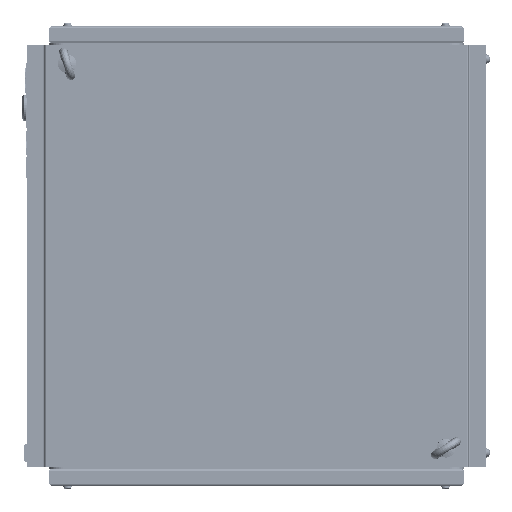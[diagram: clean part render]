
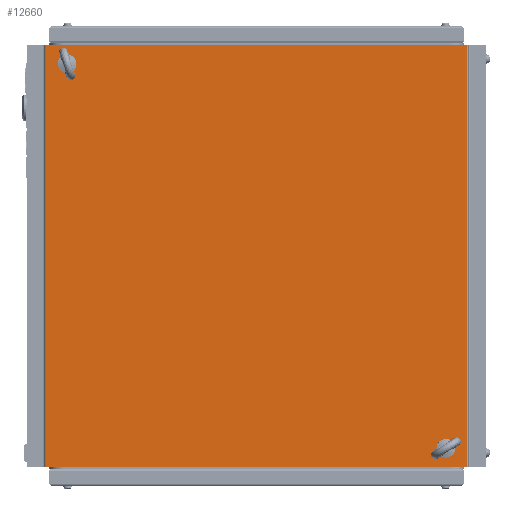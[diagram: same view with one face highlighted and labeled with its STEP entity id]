
A CAD part, front view. The second image highlights one B-rep face of the part: STEP entity #12660.
In plain terms, the highlighted planar face has unit normal (0, -1, 0).
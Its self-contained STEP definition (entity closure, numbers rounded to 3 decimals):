
#1600 = FACE_BOUND ( 'NONE', #67859, .T. ) ;
#1699 = CARTESIAN_POINT ( 'NONE',  ( 447., -20., 19.5 ) ) ;
#2387 = VERTEX_POINT ( 'NONE', #51506 ) ;
#2446 = ORIENTED_EDGE ( 'NONE', *, *, #51566, .T. ) ;
#3971 = EDGE_CURVE ( 'NONE', #15281, #36399, #56294, .T. ) ;
#4695 = CARTESIAN_POINT ( 'NONE',  ( 469.2, -20., 449. ) ) ;
#5536 = ORIENTED_EDGE ( 'NONE', *, *, #32671, .F. ) ;
#5954 = CARTESIAN_POINT ( 'NONE',  ( 43., -20., 429.5 ) ) ;
#6423 = EDGE_LOOP ( 'NONE', ( #28359, #66722, #5536, #2446 ) ) ;
#7026 = DIRECTION ( 'NONE',  ( 1., 0., 0. ) ) ;
#7092 = VERTEX_POINT ( 'NONE', #46103 ) ;
#7471 = CIRCLE ( 'NONE', #53996, 4.5 ) ;
#8258 = DIRECTION ( 'NONE',  ( 1., 0., 0. ) ) ;
#9534 = EDGE_CURVE ( 'NONE', #63618, #36399, #59954, .T. ) ;
#9613 = AXIS2_PLACEMENT_3D ( 'NONE', #58241, #30186, #7026 ) ;
#10497 = EDGE_CURVE ( 'NONE', #70321, #54601, #7471, .T. ) ;
#11829 = ORIENTED_EDGE ( 'NONE', *, *, #21700, .F. ) ;
#12660 = ADVANCED_FACE ( 'NONE', ( #1600, #47201, #69995 ), #66990, .F. ) ;
#13545 = CARTESIAN_POINT ( 'NONE',  ( 447., -20., 19.5 ) ) ;
#13607 = CARTESIAN_POINT ( 'NONE',  ( 19.8, -20., 0. ) ) ;
#14611 = VERTEX_POINT ( 'NONE', #40039 ) ;
#15281 = VERTEX_POINT ( 'NONE', #73576 ) ;
#15736 = DIRECTION ( 'NONE',  ( 0., 1., 0. ) ) ;
#17165 = DIRECTION ( 'NONE',  ( 0., -1., 0. ) ) ;
#21238 = CIRCLE ( 'NONE', #25983, 4.5 ) ;
#21700 = EDGE_CURVE ( 'NONE', #54601, #70321, #21238, .T. ) ;
#24528 = VECTOR ( 'NONE', #53366, 1000. ) ;
#25983 = AXIS2_PLACEMENT_3D ( 'NONE', #13545, #36345, #30723 ) ;
#26410 = ORIENTED_EDGE ( 'NONE', *, *, #38383, .F. ) ;
#28359 = ORIENTED_EDGE ( 'NONE', *, *, #9534, .T. ) ;
#29020 = VECTOR ( 'NONE', #50596, 1000. ) ;
#29374 = CARTESIAN_POINT ( 'NONE',  ( 442.5, -20., 19.5 ) ) ;
#30186 = DIRECTION ( 'NONE',  ( 0., -1., 0. ) ) ;
#30438 = DIRECTION ( 'NONE',  ( 0., -1., 0. ) ) ;
#30723 = DIRECTION ( 'NONE',  ( 1., 0., 0. ) ) ;
#32671 = EDGE_CURVE ( 'NONE', #2387, #15281, #53152, .T. ) ;
#33282 = AXIS2_PLACEMENT_3D ( 'NONE', #61374, #15736, #38537 ) ;
#34289 = VECTOR ( 'NONE', #73119, 1000. ) ;
#34357 = DIRECTION ( 'NONE',  ( 1., 0., 0. ) ) ;
#36345 = DIRECTION ( 'NONE',  ( 0., -1., 0. ) ) ;
#36399 = VERTEX_POINT ( 'NONE', #66369 ) ;
#38383 = EDGE_CURVE ( 'NONE', #14611, #7092, #56168, .T. ) ;
#38537 = DIRECTION ( 'NONE',  ( -1., 0., 0. ) ) ;
#40039 = CARTESIAN_POINT ( 'NONE',  ( 47.5, -20., 429.5 ) ) ;
#40581 = DIRECTION ( 'NONE',  ( 1., 0., 0. ) ) ;
#40824 = CARTESIAN_POINT ( 'NONE',  ( 20.8, -20., 0. ) ) ;
#44983 = EDGE_LOOP ( 'NONE', ( #56008, #11829 ) ) ;
#46103 = CARTESIAN_POINT ( 'NONE',  ( 38.5, -20., 429.5 ) ) ;
#47201 = FACE_BOUND ( 'NONE', #44983, .T. ) ;
#47384 = AXIS2_PLACEMENT_3D ( 'NONE', #5954, #17165, #34357 ) ;
#47537 = CARTESIAN_POINT ( 'NONE',  ( 19.8, -20., 449. ) ) ;
#50596 = DIRECTION ( 'NONE',  ( 1., 0., 0. ) ) ;
#51506 = CARTESIAN_POINT ( 'NONE',  ( 20.8, -20., 449. ) ) ;
#51566 = EDGE_CURVE ( 'NONE', #2387, #63618, #71288, .T. ) ;
#53152 = LINE ( 'NONE', #47537, #69774 ) ;
#53366 = DIRECTION ( 'NONE',  ( 0., 0., -1. ) ) ;
#53996 = AXIS2_PLACEMENT_3D ( 'NONE', #1699, #30438, #40581 ) ;
#54234 = ORIENTED_EDGE ( 'NONE', *, *, #54256, .F. ) ;
#54256 = EDGE_CURVE ( 'NONE', #7092, #14611, #68886, .T. ) ;
#54601 = VERTEX_POINT ( 'NONE', #29374 ) ;
#56008 = ORIENTED_EDGE ( 'NONE', *, *, #10497, .F. ) ;
#56168 = CIRCLE ( 'NONE', #9613, 4.5 ) ;
#56294 = LINE ( 'NONE', #4695, #34289 ) ;
#58241 = CARTESIAN_POINT ( 'NONE',  ( 43., -20., 429.5 ) ) ;
#58955 = CARTESIAN_POINT ( 'NONE',  ( 451.5, -20., 19.5 ) ) ;
#59954 = LINE ( 'NONE', #13607, #29020 ) ;
#61374 = CARTESIAN_POINT ( 'NONE',  ( 19.8, -20., 449. ) ) ;
#63618 = VERTEX_POINT ( 'NONE', #40824 ) ;
#66369 = CARTESIAN_POINT ( 'NONE',  ( 469.2, -20., 0. ) ) ;
#66722 = ORIENTED_EDGE ( 'NONE', *, *, #3971, .F. ) ;
#66990 = PLANE ( 'NONE',  #33282 ) ;
#67859 = EDGE_LOOP ( 'NONE', ( #26410, #54234 ) ) ;
#68886 = CIRCLE ( 'NONE', #47384, 4.5 ) ;
#69774 = VECTOR ( 'NONE', #8258, 1000. ) ;
#69995 = FACE_OUTER_BOUND ( 'NONE', #6423, .T. ) ;
#70321 = VERTEX_POINT ( 'NONE', #58955 ) ;
#70571 = CARTESIAN_POINT ( 'NONE',  ( 20.8, -20., 449. ) ) ;
#71288 = LINE ( 'NONE', #70571, #24528 ) ;
#73119 = DIRECTION ( 'NONE',  ( 0., 0., -1. ) ) ;
#73576 = CARTESIAN_POINT ( 'NONE',  ( 469.2, -20., 449. ) ) ;
